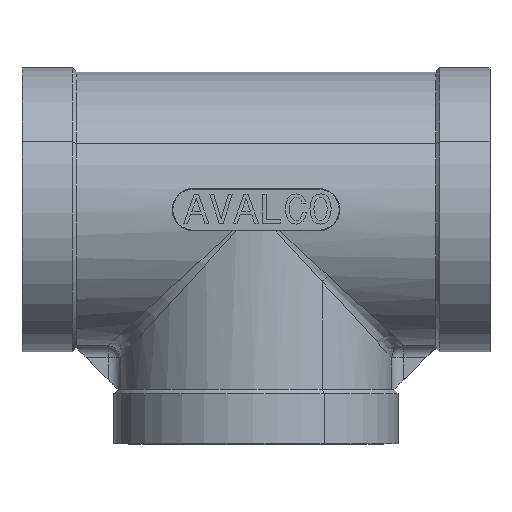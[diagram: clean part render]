
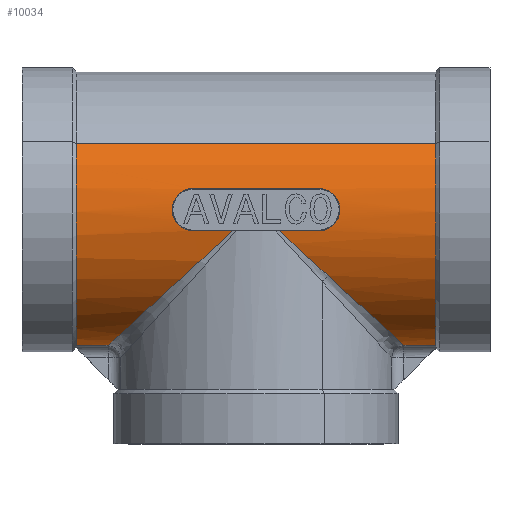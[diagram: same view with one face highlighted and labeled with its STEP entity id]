
A CAD part, top view. The second image highlights one B-rep face of the part: STEP entity #10034.
In plain terms, the highlighted cylindrical face has radius 33 mm (diameter 66 mm), a partial arc.
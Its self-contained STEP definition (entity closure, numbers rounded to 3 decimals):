
#118=CARTESIAN_POINT('Vertex',(-43.,15.821,28.96)) ;
#149=CARTESIAN_POINT('Vertex',(43.,15.821,28.96)) ;
#7101=CARTESIAN_POINT('Vertex',(-35.408,-32.458,5.958)) ;
#7153=CARTESIAN_POINT('Vertex',(-43.,-32.458,5.958)) ;
#7164=CARTESIAN_POINT('Line Origine',(0.,-32.458,5.958)) ;
#7314=CARTESIAN_POINT('Control Point',(35.408,-32.458,5.958)) ;
#7315=CARTESIAN_POINT('Control Point',(35.193,-32.26,7.035)) ;
#7316=CARTESIAN_POINT('Control Point',(34.93,-32.019,8.095)) ;
#7317=CARTESIAN_POINT('Control Point',(34.623,-31.738,9.133)) ;
#7318=CARTESIAN_POINT('Control Point',(33.547,-30.752,12.266)) ;
#7319=CARTESIAN_POINT('Control Point',(32.112,-29.436,15.14)) ;
#7320=CARTESIAN_POINT('Control Point',(31.007,-28.423,16.949)) ;
#7321=CARTESIAN_POINT('Control Point',(27.964,-25.634,21.153)) ;
#7322=CARTESIAN_POINT('Control Point',(24.38,-22.348,24.519)) ;
#7323=CARTESIAN_POINT('Control Point',(22.089,-20.248,26.259)) ;
#7324=CARTESIAN_POINT('Control Point',(19.708,-18.066,27.734)) ;
#7325=CARTESIAN_POINT('Control Point',(17.259,-15.821,28.96)) ;
#7326=CARTESIAN_POINT('Vertex',(17.259,-15.821,28.96)) ;
#7328=CARTESIAN_POINT('Vertex',(35.408,-32.458,5.958)) ;
#7796=CARTESIAN_POINT('Axis2P3D Location',(43.,0.,0.)) ;
#7800=CARTESIAN_POINT('Vertex',(43.,-32.458,5.958)) ;
#8025=CARTESIAN_POINT('Line Origine',(0.,-32.458,5.958)) ;
#8157=CARTESIAN_POINT('Axis2P3D Location',(-43.,0.,0.)) ;
#8188=CARTESIAN_POINT('Axis2P3D Location',(28.,0.,0.)) ;
#8589=CARTESIAN_POINT('Line Origine',(21.5,15.821,28.96)) ;
#9838=CARTESIAN_POINT('Control Point',(-5.547,-5.085,32.606)) ;
#9839=CARTESIAN_POINT('Control Point',(-8.498,-7.79,32.184)) ;
#9840=CARTESIAN_POINT('Control Point',(-11.427,-10.474,31.478)) ;
#9841=CARTESIAN_POINT('Control Point',(-14.313,-13.12,30.481)) ;
#9842=CARTESIAN_POINT('Control Point',(-19.91,-18.251,27.89)) ;
#9843=CARTESIAN_POINT('Control Point',(-25.072,-22.983,23.978)) ;
#9844=CARTESIAN_POINT('Control Point',(-27.492,-25.201,21.68)) ;
#9845=CARTESIAN_POINT('Control Point',(-30.838,-28.268,17.584)) ;
#9846=CARTESIAN_POINT('Control Point',(-33.373,-30.592,12.593)) ;
#9847=CARTESIAN_POINT('Control Point',(-34.132,-31.287,10.77)) ;
#9848=CARTESIAN_POINT('Control Point',(-34.807,-31.906,8.68)) ;
#9849=CARTESIAN_POINT('Control Point',(-35.294,-32.352,6.51)) ;
#9850=CARTESIAN_POINT('Control Point',(-35.333,-32.389,6.326)) ;
#9851=CARTESIAN_POINT('Control Point',(-35.371,-32.424,6.143)) ;
#9852=CARTESIAN_POINT('Control Point',(-35.408,-32.458,5.958)) ;
#9853=CARTESIAN_POINT('Vertex',(-5.547,-5.085,32.606)) ;
#9949=CARTESIAN_POINT('Control Point',(17.259,-15.821,28.96)) ;
#9950=CARTESIAN_POINT('Control Point',(14.999,-13.749,30.092)) ;
#9951=CARTESIAN_POINT('Control Point',(12.681,-11.624,31.012)) ;
#9952=CARTESIAN_POINT('Control Point',(10.325,-9.464,31.734)) ;
#9953=CARTESIAN_POINT('Control Point',(7.943,-7.281,32.263)) ;
#9954=CARTESIAN_POINT('Control Point',(5.547,-5.085,32.606)) ;
#9955=CARTESIAN_POINT('Vertex',(5.547,-5.085,32.606)) ;
#9971=CARTESIAN_POINT('Line Origine',(21.5,-5.085,32.606)) ;
#9975=CARTESIAN_POINT('Vertex',(-15.,-5.085,32.606)) ;
#9979=CARTESIAN_POINT('Control Point',(-15.,5.085,32.606)) ;
#9980=CARTESIAN_POINT('Control Point',(-16.603,5.085,32.606)) ;
#9981=CARTESIAN_POINT('Control Point',(-18.207,4.456,32.704)) ;
#9982=CARTESIAN_POINT('Control Point',(-19.468,3.202,32.903)) ;
#9983=CARTESIAN_POINT('Control Point',(-20.732,0.,33.097)) ;
#9984=CARTESIAN_POINT('Control Point',(-19.468,-3.202,32.903)) ;
#9985=CARTESIAN_POINT('Control Point',(-18.207,-4.456,32.704)) ;
#9986=CARTESIAN_POINT('Control Point',(-16.603,-5.085,32.606)) ;
#9987=CARTESIAN_POINT('Control Point',(-15.,-5.085,32.606)) ;
#9988=CARTESIAN_POINT('Vertex',(-15.,5.085,32.606)) ;
#9991=CARTESIAN_POINT('Line Origine',(21.5,5.085,32.606)) ;
#9995=CARTESIAN_POINT('Vertex',(15.,5.085,32.606)) ;
#9999=CARTESIAN_POINT('Control Point',(15.,-5.085,32.606)) ;
#10000=CARTESIAN_POINT('Control Point',(16.526,-5.085,32.606)) ;
#10001=CARTESIAN_POINT('Control Point',(18.051,-4.516,32.695)) ;
#10002=CARTESIAN_POINT('Control Point',(19.281,-3.381,32.875)) ;
#10003=CARTESIAN_POINT('Control Point',(20.349,-1.092,33.038)) ;
#10004=CARTESIAN_POINT('Control Point',(20.04,1.306,32.991)) ;
#10005=CARTESIAN_POINT('Control Point',(19.751,2.124,32.945)) ;
#10006=CARTESIAN_POINT('Control Point',(18.858,3.582,32.82)) ;
#10007=CARTESIAN_POINT('Control Point',(17.463,4.571,32.686)) ;
#10008=CARTESIAN_POINT('Control Point',(16.675,4.913,32.633)) ;
#10009=CARTESIAN_POINT('Control Point',(15.837,5.085,32.606)) ;
#10010=CARTESIAN_POINT('Control Point',(15.,5.085,32.606)) ;
#10011=CARTESIAN_POINT('Vertex',(15.,-5.085,32.606)) ;
#10014=CARTESIAN_POINT('Line Origine',(21.5,-5.085,32.606)) ;
#7165=DIRECTION('Vector Direction',(-1.,0.,0.)) ;
#7797=DIRECTION('Axis2P3D Direction',(-1.,0.,0.)) ;
#8026=DIRECTION('Vector Direction',(-1.,0.,0.)) ;
#8158=DIRECTION('Axis2P3D Direction',(-1.,0.,0.)) ;
#8189=DIRECTION('Axis2P3D Direction',(-1.,0.,0.)) ;
#8190=DIRECTION('Axis2P3D XDirection',(0.,0.479,0.878)) ;
#8590=DIRECTION('Vector Direction',(-1.,0.,0.)) ;
#9972=DIRECTION('Vector Direction',(-1.,0.,0.)) ;
#9992=DIRECTION('Vector Direction',(-1.,0.,0.)) ;
#10015=DIRECTION('Vector Direction',(-1.,0.,0.)) ;
#7798=AXIS2_PLACEMENT_3D('Circle Axis2P3D',#7796,#7797,$) ;
#8159=AXIS2_PLACEMENT_3D('Circle Axis2P3D',#8157,#8158,$) ;
#8191=AXIS2_PLACEMENT_3D('Cylinder Axis2P3D',#8188,#8189,#8190) ;
#10020=ORIENTED_EDGE('',*,*,#9957,.T.) ;
#10021=ORIENTED_EDGE('',*,*,#7330,.T.) ;
#10022=ORIENTED_EDGE('',*,*,#8029,.T.) ;
#10023=ORIENTED_EDGE('',*,*,#7802,.T.) ;
#10024=ORIENTED_EDGE('',*,*,#8593,.T.) ;
#10025=ORIENTED_EDGE('',*,*,#8161,.F.) ;
#10026=ORIENTED_EDGE('',*,*,#7168,.T.) ;
#10027=ORIENTED_EDGE('',*,*,#9855,.T.) ;
#10028=ORIENTED_EDGE('',*,*,#9977,.T.) ;
#10029=ORIENTED_EDGE('',*,*,#9990,.T.) ;
#10030=ORIENTED_EDGE('',*,*,#9997,.T.) ;
#10031=ORIENTED_EDGE('',*,*,#10013,.T.) ;
#10032=ORIENTED_EDGE('',*,*,#10018,.T.) ;
#7166=VECTOR('Line Direction',#7165,1.) ;
#8027=VECTOR('Line Direction',#8026,1.) ;
#8591=VECTOR('Line Direction',#8590,1.) ;
#9973=VECTOR('Line Direction',#9972,1.) ;
#9993=VECTOR('Line Direction',#9992,1.) ;
#10016=VECTOR('Line Direction',#10015,1.) ;
#10034=ADVANCED_FACE('Corps principal',(#10033),#8192,.T.) ;
#7313=B_SPLINE_CURVE_WITH_KNOTS('',5,(#7314,#7315,#7316,#7317,#7318,#7319,#7320,#7321,#7322,#7323,#7324,#7325),.UNSPECIFIED.,.F.,.U.,(6,3,3,6),(22.121,30.016,46.523,71.562),.UNSPECIFIED.) ;
#9837=B_SPLINE_CURVE_WITH_KNOTS('',5,(#9838,#9839,#9840,#9841,#9842,#9843,#9844,#9845,#9846,#9847,#9848,#9849,#9850,#9851,#9852),.UNSPECIFIED.,.F.,.U.,(6,3,3,3,6),(10.662,39.126,67.158,81.851,83.201),.UNSPECIFIED.) ;
#9948=B_SPLINE_CURVE_WITH_KNOTS('',5,(#9949,#9950,#9951,#9952,#9953,#9954),.UNSPECIFIED.,.F.,.U.,(6,6),(0.,23.114),.UNSPECIFIED.) ;
#9978=B_SPLINE_CURVE_WITH_KNOTS('',5,(#9979,#9980,#9981,#9982,#9983,#9984,#9985,#9986,#9987),.UNSPECIFIED.,.F.,.U.,(6,3,6),(11.227,22.455,33.682),.UNSPECIFIED.) ;
#9998=B_SPLINE_CURVE_WITH_KNOTS('',5,(#9999,#10000,#10001,#10002,#10003,#10004,#10005,#10006,#10007,#10008,#10009,#10010),.UNSPECIFIED.,.F.,.U.,(6,3,3,6),(11.227,21.909,27.82,33.682),.UNSPECIFIED.) ;
#7799=CIRCLE('generated circle',#7798,33.) ;
#8160=CIRCLE('generated circle',#8159,33.) ;
#8192=CYLINDRICAL_SURFACE('generated cylinder',#8191,33.) ;
#7168=EDGE_CURVE('',#7154,#7102,#7167,.F.) ;
#7330=EDGE_CURVE('',#7327,#7329,#7313,.F.) ;
#7802=EDGE_CURVE('',#7801,#150,#7799,.T.) ;
#8029=EDGE_CURVE('',#7329,#7801,#8028,.F.) ;
#8161=EDGE_CURVE('',#7154,#119,#8160,.T.) ;
#8593=EDGE_CURVE('',#150,#119,#8592,.T.) ;
#9855=EDGE_CURVE('',#7102,#9854,#9837,.F.) ;
#9957=EDGE_CURVE('',#9956,#7327,#9948,.F.) ;
#9977=EDGE_CURVE('',#9854,#9976,#9974,.T.) ;
#9990=EDGE_CURVE('',#9976,#9989,#9978,.F.) ;
#9997=EDGE_CURVE('',#9989,#9996,#9994,.F.) ;
#10013=EDGE_CURVE('',#9996,#10012,#9998,.F.) ;
#10018=EDGE_CURVE('',#10012,#9956,#10017,.T.) ;
#10019=EDGE_LOOP('',(#10020,#10021,#10022,#10023,#10024,#10025,#10026,#10027,#10028,#10029,#10030,#10031,#10032)) ;
#10033=FACE_OUTER_BOUND('',#10019,.T.) ;
#7167=LINE('Line',#7164,#7166) ;
#8028=LINE('Line',#8025,#8027) ;
#8592=LINE('Line',#8589,#8591) ;
#9974=LINE('Line',#9971,#9973) ;
#9994=LINE('Line',#9991,#9993) ;
#10017=LINE('Line',#10014,#10016) ;
#119=VERTEX_POINT('',#118) ;
#150=VERTEX_POINT('',#149) ;
#7102=VERTEX_POINT('',#7101) ;
#7154=VERTEX_POINT('',#7153) ;
#7327=VERTEX_POINT('',#7326) ;
#7329=VERTEX_POINT('',#7328) ;
#7801=VERTEX_POINT('',#7800) ;
#9854=VERTEX_POINT('',#9853) ;
#9956=VERTEX_POINT('',#9955) ;
#9976=VERTEX_POINT('',#9975) ;
#9989=VERTEX_POINT('',#9988) ;
#9996=VERTEX_POINT('',#9995) ;
#10012=VERTEX_POINT('',#10011) ;
